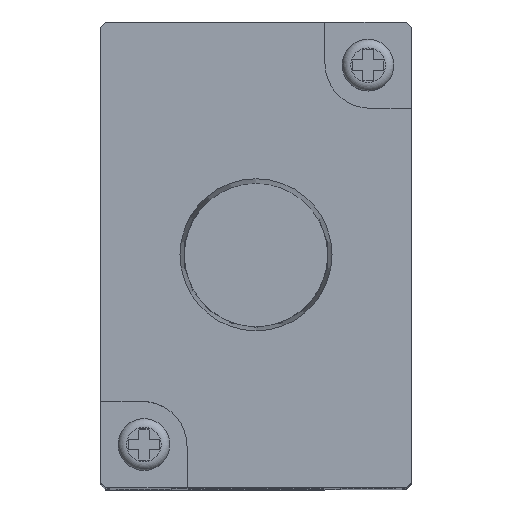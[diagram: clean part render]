
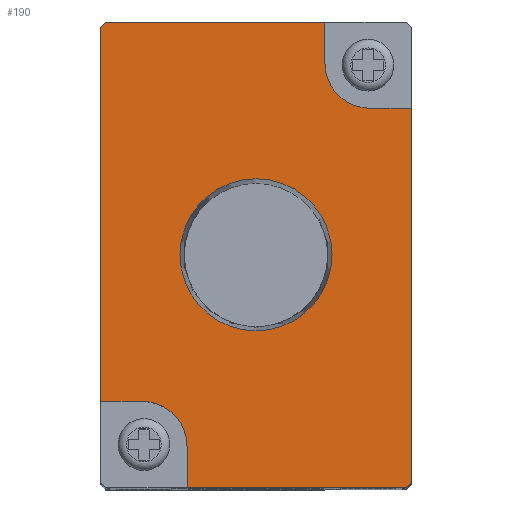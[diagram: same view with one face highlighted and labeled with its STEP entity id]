
A CAD part, top view. The second image highlights one B-rep face of the part: STEP entity #190.
In plain terms, the highlighted planar face has unit normal (0, 0, 1).
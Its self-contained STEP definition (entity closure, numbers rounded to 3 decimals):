
#190 = ADVANCED_FACE( '', ( #479, #480 ), #481, .T. );
#479 = FACE_BOUND( '', #805, .T. );
#480 = FACE_OUTER_BOUND( '', #806, .T. );
#481 = PLANE( '', #807 );
#805 = EDGE_LOOP( '', ( #1756 ) );
#806 = EDGE_LOOP( '', ( #1757, #1758, #1759, #1760, #1761, #1762, #1763, #1764, #1765, #1766, #1767, #1768 ) );
#807 = AXIS2_PLACEMENT_3D( '', #1769, #1770, #1771 );
#1756 = ORIENTED_EDGE( '', *, *, #2312, .T. );
#1757 = ORIENTED_EDGE( '', *, *, #2300, .F. );
#1758 = ORIENTED_EDGE( '', *, *, #2295, .F. );
#1759 = ORIENTED_EDGE( '', *, *, #2298, .F. );
#1760 = ORIENTED_EDGE( '', *, *, #2313, .T. );
#1761 = ORIENTED_EDGE( '', *, *, #2210, .T. );
#1762 = ORIENTED_EDGE( '', *, *, #2314, .T. );
#1763 = ORIENTED_EDGE( '', *, *, #2306, .F. );
#1764 = ORIENTED_EDGE( '', *, *, #2309, .F. );
#1765 = ORIENTED_EDGE( '', *, *, #2311, .F. );
#1766 = ORIENTED_EDGE( '', *, *, #2156, .T. );
#1767 = ORIENTED_EDGE( '', *, *, #2022, .T. );
#1768 = ORIENTED_EDGE( '', *, *, #2315, .T. );
#1769 = CARTESIAN_POINT( '', ( 0., 0., 7.5 ) );
#1770 = DIRECTION( '', ( 0., 0., 1. ) );
#1771 = DIRECTION( '', ( 1., 0., 0. ) );
#2022 = EDGE_CURVE( '', #2397, #2395, #2398, .T. );
#2156 = EDGE_CURVE( '', #2599, #2397, #2627, .T. );
#2210 = EDGE_CURVE( '', #2723, #2721, #2724, .T. );
#2295 = EDGE_CURVE( '', #2867, #2868, #2869, .T. );
#2298 = EDGE_CURVE( '', #2872, #2867, #2873, .T. );
#2300 = EDGE_CURVE( '', #2868, #2875, #2876, .T. );
#2306 = EDGE_CURVE( '', #2885, #2886, #2887, .T. );
#2309 = EDGE_CURVE( '', #2890, #2885, #2891, .T. );
#2311 = EDGE_CURVE( '', #2599, #2890, #2893, .T. );
#2312 = EDGE_CURVE( '', #2894, #2894, #2895, .T. );
#2313 = EDGE_CURVE( '', #2872, #2723, #2896, .T. );
#2314 = EDGE_CURVE( '', #2721, #2886, #2897, .T. );
#2315 = EDGE_CURVE( '', #2395, #2875, #2898, .T. );
#2395 = VERTEX_POINT( '', #3015 );
#2397 = VERTEX_POINT( '', #3018 );
#2398 = LINE( '', #3019, #3020 );
#2599 = VERTEX_POINT( '', #3325 );
#2627 = LINE( '', #3367, #3368 );
#2721 = VERTEX_POINT( '', #3492 );
#2723 = VERTEX_POINT( '', #3495 );
#2724 = LINE( '', #3496, #3497 );
#2867 = VERTEX_POINT( '', #3717 );
#2868 = VERTEX_POINT( '', #3718 );
#2869 = CIRCLE( '', #3719, 2.6 );
#2872 = VERTEX_POINT( '', #3724 );
#2873 = LINE( '', #3725, #3726 );
#2875 = VERTEX_POINT( '', #3729 );
#2876 = LINE( '', #3730, #3731 );
#2885 = VERTEX_POINT( '', #3744 );
#2886 = VERTEX_POINT( '', #3745 );
#2887 = LINE( '', #3746, #3747 );
#2890 = VERTEX_POINT( '', #3752 );
#2891 = CIRCLE( '', #3753, 2.6 );
#2893 = LINE( '', #3756, #3757 );
#2894 = VERTEX_POINT( '', #3758 );
#2895 = CIRCLE( '', #3759, 4.408 );
#2896 = LINE( '', #3760, #3761 );
#2897 = LINE( '', #3762, #3763 );
#2898 = LINE( '', #3764, #3765 );
#3015 = CARTESIAN_POINT( '', ( -9., 13.2, 7.5 ) );
#3018 = CARTESIAN_POINT( '', ( -8.7, 13.5, 7.5 ) );
#3019 = CARTESIAN_POINT( '', ( -8.7, 13.5, 7.5 ) );
#3020 = VECTOR( '', #3866, 1000. );
#3325 = CARTESIAN_POINT( '', ( 4., 13.5, 7.5 ) );
#3367 = CARTESIAN_POINT( '', ( 8.7, 13.5, 7.5 ) );
#3368 = VECTOR( '', #4033, 1000. );
#3492 = CARTESIAN_POINT( '', ( 9., -13.2, 7.5 ) );
#3495 = CARTESIAN_POINT( '', ( 8.7, -13.5, 7.5 ) );
#3496 = CARTESIAN_POINT( '', ( 8.7, -13.5, 7.5 ) );
#3497 = VECTOR( '', #4129, 1000. );
#3717 = CARTESIAN_POINT( '', ( -4., -11.1, 7.5 ) );
#3718 = CARTESIAN_POINT( '', ( -6.6, -8.5, 7.5 ) );
#3719 = AXIS2_PLACEMENT_3D( '', #4228, #4229, #4230 );
#3724 = CARTESIAN_POINT( '', ( -4., -13.5, 7.5 ) );
#3725 = CARTESIAN_POINT( '', ( -4., -13.5, 7.5 ) );
#3726 = VECTOR( '', #4233, 1000. );
#3729 = CARTESIAN_POINT( '', ( -9., -8.5, 7.5 ) );
#3730 = CARTESIAN_POINT( '', ( -6.6, -8.5, 7.5 ) );
#3731 = VECTOR( '', #4235, 1000. );
#3744 = CARTESIAN_POINT( '', ( 6.6, 8.5, 7.5 ) );
#3745 = CARTESIAN_POINT( '', ( 9., 8.5, 7.5 ) );
#3746 = CARTESIAN_POINT( '', ( 6.6, 8.5, 7.5 ) );
#3747 = VECTOR( '', #4243, 1000. );
#3752 = CARTESIAN_POINT( '', ( 4., 11.1, 7.5 ) );
#3753 = AXIS2_PLACEMENT_3D( '', #4246, #4247, #4248 );
#3756 = CARTESIAN_POINT( '', ( 4., 13.5, 7.5 ) );
#3757 = VECTOR( '', #4250, 1000. );
#3758 = CARTESIAN_POINT( '', ( 0., 4.408, 7.5 ) );
#3759 = AXIS2_PLACEMENT_3D( '', #4251, #4252, #4253 );
#3760 = CARTESIAN_POINT( '', ( -8.7, -13.5, 7.5 ) );
#3761 = VECTOR( '', #4254, 1000. );
#3762 = CARTESIAN_POINT( '', ( 9., -13.2, 7.5 ) );
#3763 = VECTOR( '', #4255, 1000. );
#3764 = CARTESIAN_POINT( '', ( -9., 13.2, 7.5 ) );
#3765 = VECTOR( '', #4256, 1000. );
#3866 = DIRECTION( '', ( -0.707, -0.707, 0. ) );
#4033 = DIRECTION( '', ( -1., 0., 0. ) );
#4129 = DIRECTION( '', ( 0.707, 0.707, 0. ) );
#4228 = CARTESIAN_POINT( '', ( -6.6, -11.1, 7.5 ) );
#4229 = DIRECTION( '', ( 0., 0., 1. ) );
#4230 = DIRECTION( '', ( 1., 0., 0. ) );
#4233 = DIRECTION( '', ( 0., 1., 0. ) );
#4235 = DIRECTION( '', ( -1., 0., 0. ) );
#4243 = DIRECTION( '', ( 1., 0., 0. ) );
#4246 = CARTESIAN_POINT( '', ( 6.6, 11.1, 7.5 ) );
#4247 = DIRECTION( '', ( 0., 0., 1. ) );
#4248 = DIRECTION( '', ( 1., 0., 0. ) );
#4250 = DIRECTION( '', ( 0., -1., 0. ) );
#4251 = CARTESIAN_POINT( '', ( 0., 0., 7.5 ) );
#4252 = DIRECTION( '', ( 0., 0., -1. ) );
#4253 = DIRECTION( '', ( 0., 1., 0. ) );
#4254 = DIRECTION( '', ( 1., 0., 0. ) );
#4255 = DIRECTION( '', ( 0., 1., 0. ) );
#4256 = DIRECTION( '', ( 0., -1., 0. ) );
